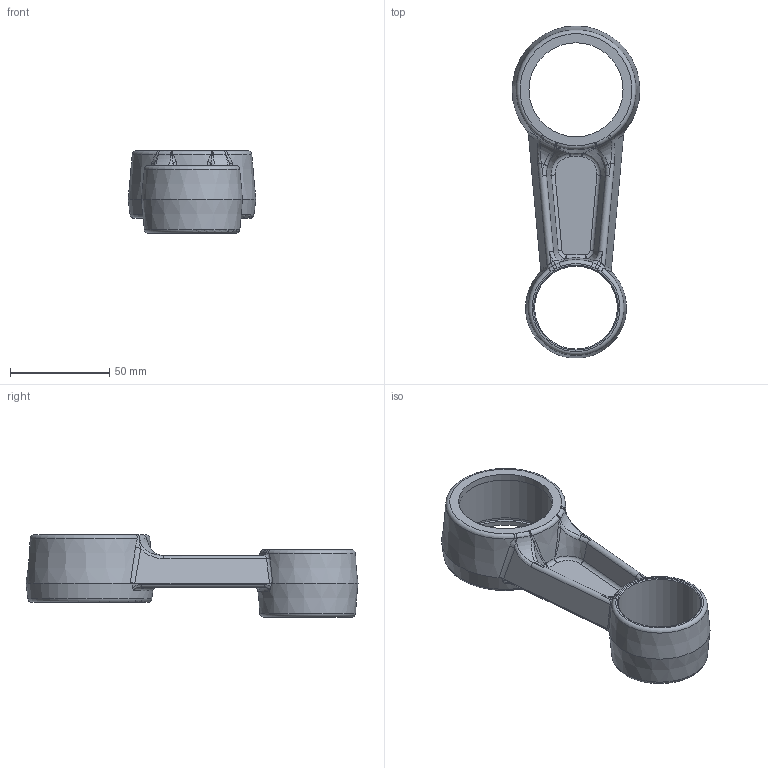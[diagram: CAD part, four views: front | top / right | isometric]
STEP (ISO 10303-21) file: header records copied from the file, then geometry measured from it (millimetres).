
FILE_DESCRIPTION(/* description */ (''),/* implementation_level */ '2;1');
FILE_NAME(/* name */ 'Part 028.stp',/* time_stamp */ '2015-03-29T18:53:56+03:00',/* author */ ('SFC'),/* organization */ (''),/* preprocessor_version */ 'ST-DEVELOPER v15.2',/* originating_system */ 'Autodesk Inventor 2014',/* authorisation */ '');
FILE_SCHEMA (('AUTOMOTIVE_DESIGN { 1 0 10303 214 3 1 1 }'));
Length unit declared in the file: millimetre
Products named in the file (1): Part 028
Bounding box: 64.5 x 167.65 x 41.5 mm (x, y, z)
Volume: 72133.8 mm3; surface area: 31346.4 mm2
Topology: 1 solids, 1 shells, 114 faces, 258 edges, 149 vertices
Faces by surface type: bspline 37, torus 26, plane 19, cone 13, cylinder 11, sphere 8
Full cylindrical faces by diameter (mm): 41.8 x1, 47.5 x1, 52 x2, 55 x1
Entity records: 4129 total; most frequent: CARTESIAN_POINT 1787, ORIENTED_EDGE 484, DIRECTION 450, EDGE_CURVE 242, AXIS2_PLACEMENT_3D 214, VERTEX_POINT 146, EDGE_LOOP 134, CIRCLE 130
